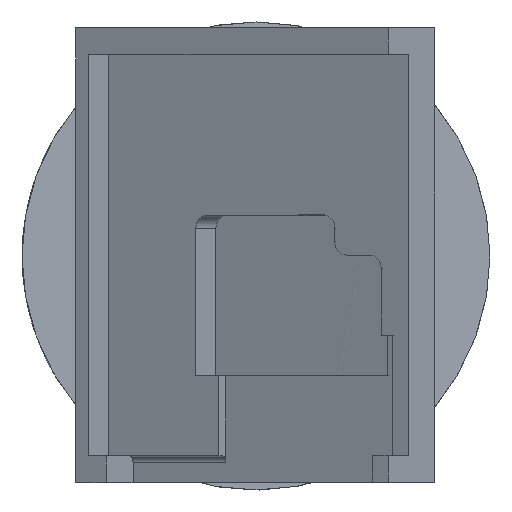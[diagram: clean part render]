
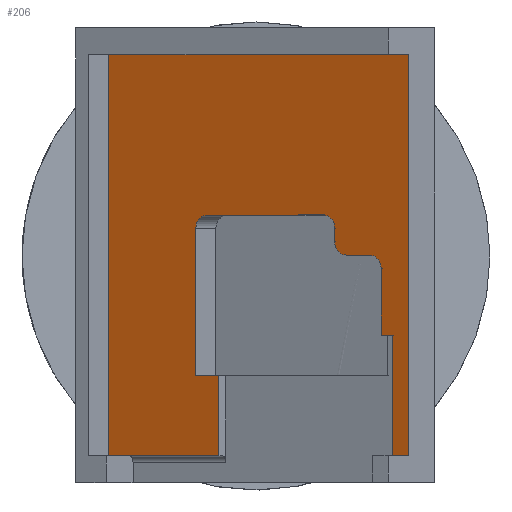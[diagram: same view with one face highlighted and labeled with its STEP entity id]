
A CAD part, top view. The second image highlights one B-rep face of the part: STEP entity #206.
In plain terms, the highlighted planar face has unit normal (-0.5, 0, 0.866).
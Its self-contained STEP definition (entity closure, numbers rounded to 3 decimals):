
#116=CIRCLE('',#1208,1.);
#117=CIRCLE('',#1209,1.);
#118=CIRCLE('',#1210,1.);
#119=CIRCLE('',#1211,1.);
#153=FACE_OUTER_BOUND('',#371,.T.);
#206=ADVANCED_FACE('',(#153),#267,.T.);
#267=PLANE('',#1212);
#371=EDGE_LOOP('',(#490,#491,#492,#493,#494,#495,#496,#497,#498,#499,#500,
#501,#502,#503,#504,#505,#506,#507,#508));
#490=ORIENTED_EDGE('',*,*,#894,.F.);
#491=ORIENTED_EDGE('',*,*,#895,.F.);
#492=ORIENTED_EDGE('',*,*,#896,.F.);
#493=ORIENTED_EDGE('',*,*,#897,.F.);
#494=ORIENTED_EDGE('',*,*,#898,.F.);
#495=ORIENTED_EDGE('',*,*,#899,.F.);
#496=ORIENTED_EDGE('',*,*,#900,.F.);
#497=ORIENTED_EDGE('',*,*,#901,.F.);
#498=ORIENTED_EDGE('',*,*,#902,.F.);
#499=ORIENTED_EDGE('',*,*,#903,.F.);
#500=ORIENTED_EDGE('',*,*,#904,.F.);
#501=ORIENTED_EDGE('',*,*,#905,.F.);
#502=ORIENTED_EDGE('',*,*,#906,.F.);
#503=ORIENTED_EDGE('',*,*,#890,.F.);
#504=ORIENTED_EDGE('',*,*,#886,.T.);
#505=ORIENTED_EDGE('',*,*,#893,.F.);
#506=ORIENTED_EDGE('',*,*,#907,.F.);
#507=ORIENTED_EDGE('',*,*,#883,.F.);
#508=ORIENTED_EDGE('',*,*,#908,.F.);
#770=VERTEX_POINT('',#1755);
#771=VERTEX_POINT('',#1757);
#772=VERTEX_POINT('',#1763);
#773=VERTEX_POINT('',#1764);
#774=VERTEX_POINT('',#1771);
#775=VERTEX_POINT('',#1775);
#776=VERTEX_POINT('',#1779);
#777=VERTEX_POINT('',#1780);
#778=VERTEX_POINT('',#1782);
#779=VERTEX_POINT('',#1784);
#780=VERTEX_POINT('',#1786);
#781=VERTEX_POINT('',#1788);
#782=VERTEX_POINT('',#1790);
#783=VERTEX_POINT('',#1792);
#784=VERTEX_POINT('',#1794);
#785=VERTEX_POINT('',#1796);
#786=VERTEX_POINT('',#1798);
#787=VERTEX_POINT('',#1800);
#788=VERTEX_POINT('',#1802);
#883=EDGE_CURVE('',#770,#771,#1037,.T.);
#886=EDGE_CURVE('',#772,#773,#1040,.T.);
#890=EDGE_CURVE('',#772,#774,#1044,.T.);
#893=EDGE_CURVE('',#775,#773,#1047,.T.);
#894=EDGE_CURVE('',#776,#777,#1048,.T.);
#895=EDGE_CURVE('',#778,#776,#1049,.T.);
#896=EDGE_CURVE('',#779,#778,#1050,.T.);
#897=EDGE_CURVE('',#780,#779,#116,.T.);
#898=EDGE_CURVE('',#781,#780,#1051,.T.);
#899=EDGE_CURVE('',#782,#781,#117,.T.);
#900=EDGE_CURVE('',#783,#782,#1052,.T.);
#901=EDGE_CURVE('',#784,#783,#118,.T.);
#902=EDGE_CURVE('',#785,#784,#1053,.T.);
#903=EDGE_CURVE('',#786,#785,#119,.T.);
#904=EDGE_CURVE('',#787,#786,#1054,.T.);
#905=EDGE_CURVE('',#788,#787,#1055,.T.);
#906=EDGE_CURVE('',#774,#788,#1056,.T.);
#907=EDGE_CURVE('',#771,#775,#1057,.T.);
#908=EDGE_CURVE('',#777,#770,#1058,.T.);
#1037=LINE('',#1756,#1128);
#1040=LINE('',#1762,#1131);
#1044=LINE('',#1770,#1135);
#1047=LINE('',#1776,#1138);
#1048=LINE('',#1778,#1139);
#1049=LINE('',#1781,#1140);
#1050=LINE('',#1783,#1141);
#1051=LINE('',#1787,#1142);
#1052=LINE('',#1791,#1143);
#1053=LINE('',#1795,#1144);
#1054=LINE('',#1799,#1145);
#1055=LINE('',#1801,#1146);
#1056=LINE('',#1803,#1147);
#1057=LINE('',#1804,#1148);
#1058=LINE('',#1805,#1149);
#1128=VECTOR('',#1312,1.);
#1131=VECTOR('',#1319,1.);
#1135=VECTOR('',#1327,1.);
#1138=VECTOR('',#1332,1.);
#1139=VECTOR('',#1335,1.);
#1140=VECTOR('',#1336,1.);
#1141=VECTOR('',#1337,1.);
#1142=VECTOR('',#1340,1.);
#1143=VECTOR('',#1343,1.);
#1144=VECTOR('',#1346,1.);
#1145=VECTOR('',#1349,1.);
#1146=VECTOR('',#1350,1.);
#1147=VECTOR('',#1351,1.);
#1148=VECTOR('',#1352,1.);
#1149=VECTOR('',#1353,1.);
#1208=AXIS2_PLACEMENT_3D('',#1785,#1338,#1339);
#1209=AXIS2_PLACEMENT_3D('',#1789,#1341,#1342);
#1210=AXIS2_PLACEMENT_3D('',#1793,#1344,#1345);
#1211=AXIS2_PLACEMENT_3D('',#1797,#1347,#1348);
#1212=AXIS2_PLACEMENT_3D('',#1806,#1354,#1355);
#1312=DIRECTION('',(-0.866,0.,-0.5));
#1319=DIRECTION('',(0.,1.,0.));
#1327=DIRECTION('',(-0.866,0.,-0.5));
#1332=DIRECTION('',(0.866,0.,0.5));
#1335=DIRECTION('',(0.,-1.,0.));
#1336=DIRECTION('',(0.866,0.,0.5));
#1337=DIRECTION('',(0.,-1.,0.));
#1338=DIRECTION('',(-0.5,0.,0.866));
#1339=DIRECTION('',(0.866,0.,0.5));
#1340=DIRECTION('',(-0.866,0.,-0.5));
#1341=DIRECTION('',(-0.5,0.,0.866));
#1342=DIRECTION('',(0.866,0.,0.5));
#1343=DIRECTION('',(0.,1.,0.));
#1344=DIRECTION('',(0.5,0.,-0.866));
#1345=DIRECTION('',(0.866,0.,0.5));
#1346=DIRECTION('',(-0.866,0.,-0.5));
#1347=DIRECTION('',(-0.5,0.,0.866));
#1348=DIRECTION('',(0.866,0.,0.5));
#1349=DIRECTION('',(0.,1.,0.));
#1350=DIRECTION('',(-0.866,0.,-0.5));
#1351=DIRECTION('',(0.,1.,0.));
#1352=DIRECTION('',(0.,1.,0.));
#1353=DIRECTION('',(-0.866,0.,-0.5));
#1354=DIRECTION('',(-0.5,0.,0.866));
#1355=DIRECTION('',(0.866,0.,0.5));
#1755=CARTESIAN_POINT('',(-9.696,-15.,29.794));
#1756=CARTESIAN_POINT('',(-10.995,-15.,29.044));
#1757=CARTESIAN_POINT('',(-10.995,-15.,29.044));
#1762=CARTESIAN_POINT('',(11.383,-17.,41.964));
#1763=CARTESIAN_POINT('',(11.383,-15.,41.964));
#1764=CARTESIAN_POINT('',(11.383,15.,41.964));
#1770=CARTESIAN_POINT('',(-10.995,-15.,29.044));
#1771=CARTESIAN_POINT('',(10.222,-15.,41.294));
#1775=CARTESIAN_POINT('',(-10.995,15.,29.044));
#1776=CARTESIAN_POINT('',(13.254,15.,43.044));
#1778=CARTESIAN_POINT('',(-2.768,-6.,33.794));
#1779=CARTESIAN_POINT('',(-2.768,-9.,33.794));
#1780=CARTESIAN_POINT('',(-2.768,-15.,33.794));
#1781=CARTESIAN_POINT('',(-2.768,-9.,33.794));
#1782=CARTESIAN_POINT('',(-4.5,-9.,32.794));
#1783=CARTESIAN_POINT('',(-4.5,-6.,32.794));
#1784=CARTESIAN_POINT('',(-4.5,2.,32.794));
#1785=CARTESIAN_POINT('',(-3.634,2.,33.294));
#1786=CARTESIAN_POINT('',(-3.634,3.,33.294));
#1787=CARTESIAN_POINT('',(5.026,3.,38.294));
#1788=CARTESIAN_POINT('',(5.026,3.,38.294));
#1789=CARTESIAN_POINT('',(5.026,2.,38.294));
#1790=CARTESIAN_POINT('',(5.892,2.,38.794));
#1791=CARTESIAN_POINT('',(5.892,1.,38.794));
#1792=CARTESIAN_POINT('',(5.892,1.,38.794));
#1793=CARTESIAN_POINT('',(6.758,1.,39.294));
#1794=CARTESIAN_POINT('',(6.758,0.,39.294));
#1795=CARTESIAN_POINT('',(8.49,0.,40.294));
#1796=CARTESIAN_POINT('',(8.49,0.,40.294));
#1797=CARTESIAN_POINT('',(8.49,-1.,40.294));
#1798=CARTESIAN_POINT('',(9.356,-1.,40.794));
#1799=CARTESIAN_POINT('',(9.356,-9.,40.794));
#1800=CARTESIAN_POINT('',(9.356,-6.,40.794));
#1801=CARTESIAN_POINT('',(10.222,-6.,41.294));
#1802=CARTESIAN_POINT('',(10.222,-6.,41.294));
#1803=CARTESIAN_POINT('',(10.222,-18.,41.294));
#1804=CARTESIAN_POINT('',(-10.995,15.,29.044));
#1805=CARTESIAN_POINT('',(-10.995,-15.,29.044));
#1806=CARTESIAN_POINT('',(-15.325,0.,26.544));
